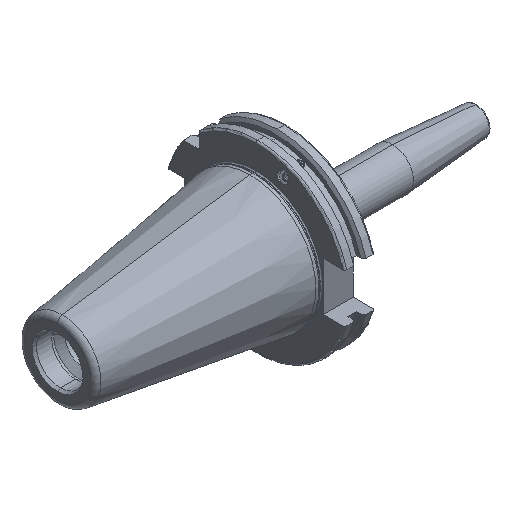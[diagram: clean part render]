
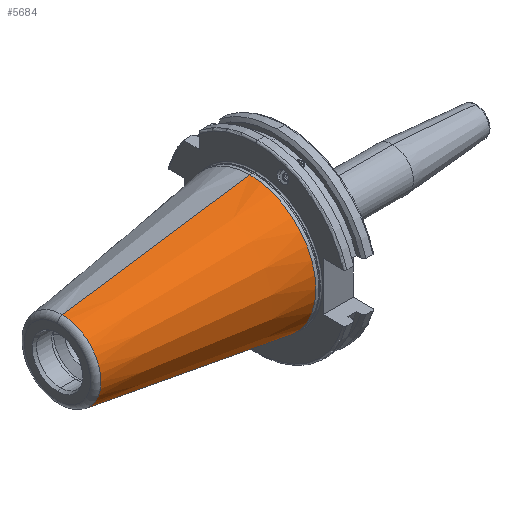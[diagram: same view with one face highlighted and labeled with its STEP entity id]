
A CAD part, isometric view. The second image highlights one B-rep face of the part: STEP entity #5684.
In plain terms, the highlighted conical face has half-angle 8.297 degrees and reference radius 34.925 mm.
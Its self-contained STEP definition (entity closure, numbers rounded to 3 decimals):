
#141 = CARTESIAN_POINT ( 'NONE',  ( 0., 0., 34.925 ) ) ;
#604 = VECTOR ( 'NONE', #6187, 1000. ) ;
#703 = ORIENTED_EDGE ( 'NONE', *, *, #1328, .T. ) ;
#743 = EDGE_LOOP ( 'NONE', ( #1600, #4161, #2633, #703 ) ) ;
#1089 = EDGE_CURVE ( 'NONE', #1665, #1573, #3711, .T. ) ;
#1328 = EDGE_CURVE ( 'NONE', #2153, #5546, #4367, .T. ) ;
#1573 = VERTEX_POINT ( 'NONE', #2131 ) ;
#1600 = ORIENTED_EDGE ( 'NONE', *, *, #2949, .F. ) ;
#1665 = VERTEX_POINT ( 'NONE', #3457 ) ;
#1671 = CONICAL_SURFACE ( 'NONE', #3830, 34.925, 0.145 ) ;
#1903 = DIRECTION ( 'NONE',  ( -1., 0., 0. ) ) ;
#2131 = CARTESIAN_POINT ( 'NONE',  ( -99.183, 0., 20.461 ) ) ;
#2153 = VERTEX_POINT ( 'NONE', #3933 ) ;
#2387 = VECTOR ( 'NONE', #4484, 1000. ) ;
#2633 = ORIENTED_EDGE ( 'NONE', *, *, #3117, .T. ) ;
#2934 = DIRECTION ( 'NONE',  ( 0., 0., 1. ) ) ;
#2949 = EDGE_CURVE ( 'NONE', #1573, #5546, #2967, .T. ) ;
#2967 = LINE ( 'NONE', #141, #2387 ) ;
#3117 = EDGE_CURVE ( 'NONE', #1665, #2153, #3226, .T. ) ;
#3226 = LINE ( 'NONE', #4219, #604 ) ;
#3457 = CARTESIAN_POINT ( 'NONE',  ( -99.183, 0., -20.461 ) ) ;
#3542 = FACE_OUTER_BOUND ( 'NONE', #743, .T. ) ;
#3711 = CIRCLE ( 'NONE', #5391, 20.461 ) ;
#3830 = AXIS2_PLACEMENT_3D ( 'NONE', #5507, #5639, #4114 ) ;
#3925 = CARTESIAN_POINT ( 'NONE',  ( -99.183, 0., 0. ) ) ;
#3933 = CARTESIAN_POINT ( 'NONE',  ( 0., 0., -34.925 ) ) ;
#4114 = DIRECTION ( 'NONE',  ( 0., 0., -1. ) ) ;
#4161 = ORIENTED_EDGE ( 'NONE', *, *, #1089, .F. ) ;
#4219 = CARTESIAN_POINT ( 'NONE',  ( 0., 0., -34.925 ) ) ;
#4367 = CIRCLE ( 'NONE', #4773, 34.925 ) ;
#4484 = DIRECTION ( 'NONE',  ( 0.99, 0., 0.144 ) ) ;
#4773 = AXIS2_PLACEMENT_3D ( 'NONE', #5723, #1903, #5243 ) ;
#5243 = DIRECTION ( 'NONE',  ( 0., 0., 1. ) ) ;
#5391 = AXIS2_PLACEMENT_3D ( 'NONE', #3925, #5906, #2934 ) ;
#5507 = CARTESIAN_POINT ( 'NONE',  ( 0., 0., 0. ) ) ;
#5546 = VERTEX_POINT ( 'NONE', #6346 ) ;
#5639 = DIRECTION ( 'NONE',  ( 1., 0., 0. ) ) ;
#5684 = ADVANCED_FACE ( 'NONE', ( #3542 ), #1671, .T. ) ;
#5723 = CARTESIAN_POINT ( 'NONE',  ( 0., 0., 0. ) ) ;
#5906 = DIRECTION ( 'NONE',  ( -1., 0., 0. ) ) ;
#6187 = DIRECTION ( 'NONE',  ( 0.99, 0., -0.144 ) ) ;
#6346 = CARTESIAN_POINT ( 'NONE',  ( 0., 0., 34.925 ) ) ;
